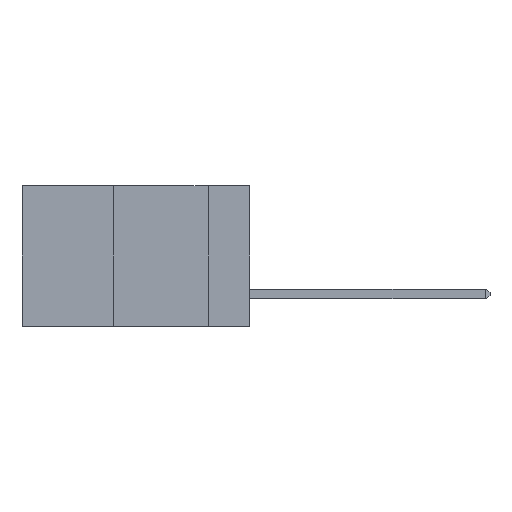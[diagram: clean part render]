
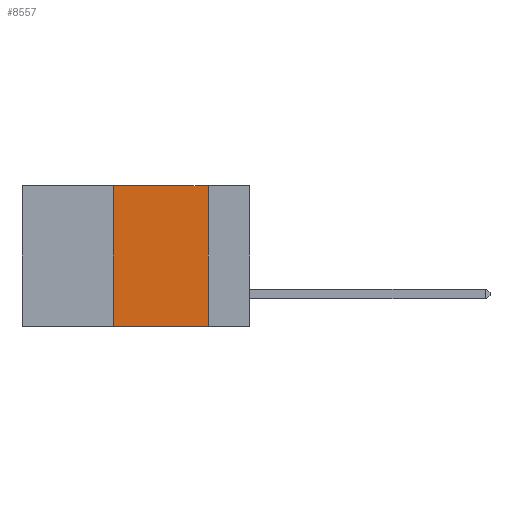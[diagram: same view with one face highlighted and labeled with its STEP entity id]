
A CAD part, left-side view. The second image highlights one B-rep face of the part: STEP entity #8557.
In plain terms, the highlighted planar face has unit normal (-1, 0, 0).
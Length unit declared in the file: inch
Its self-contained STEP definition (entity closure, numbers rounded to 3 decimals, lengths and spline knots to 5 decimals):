
#88 = DIRECTION ( 'NONE',  ( 1., 0., 0. ) ) ;
#1644 = EDGE_CURVE ( 'NONE', #16067, #14348, #25118, .T. ) ;
#2261 = EDGE_LOOP ( 'NONE', ( #4099, #13449, #18764, #16723 ) ) ;
#4099 = ORIENTED_EDGE ( 'NONE', *, *, #1644, .F. ) ;
#4481 = VECTOR ( 'NONE', #22218, 39.37008 ) ;
#4887 = CARTESIAN_POINT ( 'NONE',  ( 0., 0.6, 0. ) ) ;
#5238 = AXIS2_PLACEMENT_3D ( 'NONE', #13022, #88, #15209 ) ;
#5630 = CARTESIAN_POINT ( 'NONE',  ( 0., 0.36, 0. ) ) ;
#5889 = CARTESIAN_POINT ( 'NONE',  ( 0., 0.6, -0.37 ) ) ;
#8557 = ADVANCED_FACE ( 'NONE', ( #22919 ), #26037, .F. ) ;
#8672 = CARTESIAN_POINT ( 'NONE',  ( 0., 0.11, 0. ) ) ;
#8830 = CARTESIAN_POINT ( 'NONE',  ( 0., 0.36, 0. ) ) ;
#9193 = LINE ( 'NONE', #5630, #25813 ) ;
#10591 = VECTOR ( 'NONE', #12384, 39.37008 ) ;
#11464 = EDGE_CURVE ( 'NONE', #24015, #23325, #9193, .T. ) ;
#12384 = DIRECTION ( 'NONE',  ( 0., -1., 0. ) ) ;
#13022 = CARTESIAN_POINT ( 'NONE',  ( 0., 0.6, 0. ) ) ;
#13449 = ORIENTED_EDGE ( 'NONE', *, *, #16883, .F. ) ;
#14348 = VERTEX_POINT ( 'NONE', #18157 ) ;
#15097 = CARTESIAN_POINT ( 'NONE',  ( 0., 0.11, 0. ) ) ;
#15209 = DIRECTION ( 'NONE',  ( 0., 0., -1. ) ) ;
#16067 = VERTEX_POINT ( 'NONE', #15097 ) ;
#16357 = LINE ( 'NONE', #5889, #10591 ) ;
#16476 = DIRECTION ( 'NONE',  ( 0., 0., 1. ) ) ;
#16723 = ORIENTED_EDGE ( 'NONE', *, *, #24249, .T. ) ;
#16883 = EDGE_CURVE ( 'NONE', #23325, #16067, #22468, .T. ) ;
#18157 = CARTESIAN_POINT ( 'NONE',  ( 0., 0.11, -0.37 ) ) ;
#18764 = ORIENTED_EDGE ( 'NONE', *, *, #11464, .F. ) ;
#20288 = CARTESIAN_POINT ( 'NONE',  ( 0., 0.36, -0.37 ) ) ;
#21687 = DIRECTION ( 'NONE',  ( 0., 0., -1. ) ) ;
#22218 = DIRECTION ( 'NONE',  ( 0., -1., 0. ) ) ;
#22468 = LINE ( 'NONE', #4887, #4481 ) ;
#22919 = FACE_OUTER_BOUND ( 'NONE', #2261, .T. ) ;
#23325 = VERTEX_POINT ( 'NONE', #8830 ) ;
#24015 = VERTEX_POINT ( 'NONE', #20288 ) ;
#24249 = EDGE_CURVE ( 'NONE', #24015, #14348, #16357, .T. ) ;
#24438 = VECTOR ( 'NONE', #21687, 39.37008 ) ;
#25118 = LINE ( 'NONE', #8672, #24438 ) ;
#25813 = VECTOR ( 'NONE', #16476, 39.37008 ) ;
#26037 = PLANE ( 'NONE',  #5238 ) ;
